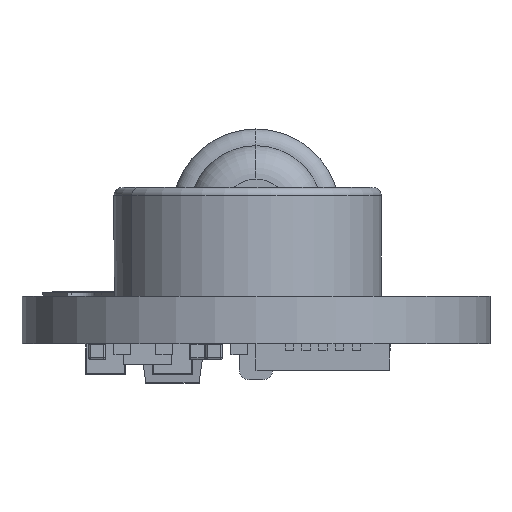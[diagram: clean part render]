
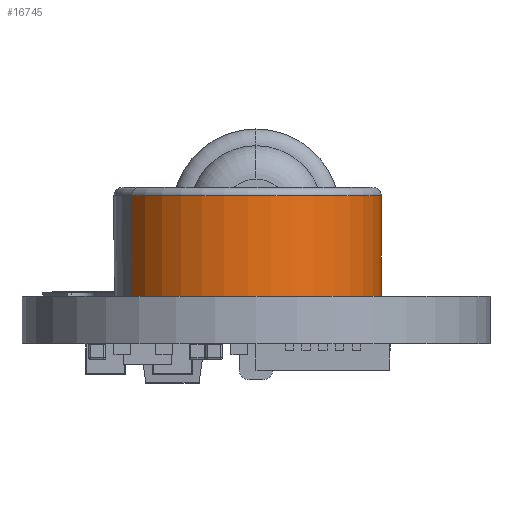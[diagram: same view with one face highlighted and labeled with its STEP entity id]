
A CAD part, left-side view. The second image highlights one B-rep face of the part: STEP entity #16745.
In plain terms, the highlighted cylindrical face has radius 4 mm (diameter 8 mm), a partial arc.
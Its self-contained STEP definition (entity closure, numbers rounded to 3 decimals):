
#15821 = VERTEX_POINT('',#15822);
#15822 = CARTESIAN_POINT('',(0.,3.,-4.));
#15823 = VERTEX_POINT('',#15824);
#15824 = CARTESIAN_POINT('',(0.,3.,4.));
#15865 = EDGE_CURVE('',#15823,#15866,#15868,.T.);
#15866 = VERTEX_POINT('',#15867);
#15867 = CARTESIAN_POINT('',(0.,0.,4.));
#15868 = LINE('',#15869,#15870);
#15869 = CARTESIAN_POINT('',(0.,3.25,4.));
#15870 = VECTOR('',#15871,1.);
#15871 = DIRECTION('',(0.,-1.,0.));
#15933 = VERTEX_POINT('',#15934);
#15934 = CARTESIAN_POINT('',(0.,0.,-4.));
#15941 = EDGE_CURVE('',#15821,#15933,#15942,.T.);
#15942 = LINE('',#15943,#15944);
#15943 = CARTESIAN_POINT('',(0.,3.25,-4.));
#15944 = VECTOR('',#15945,1.);
#15945 = DIRECTION('',(0.,-1.,0.));
#16466 = EDGE_CURVE('',#15933,#15866,#16467,.T.);
#16467 = CIRCLE('',#16468,4.);
#16468 = AXIS2_PLACEMENT_3D('',#16469,#16470,#16471);
#16469 = CARTESIAN_POINT('',(0.,0.,0.));
#16470 = DIRECTION('',(0.,1.,0.));
#16471 = DIRECTION('',(0.,-0.,1.));
#16745 = ADVANCED_FACE('',(#16746),#16758,.T.);
#16746 = FACE_BOUND('',#16747,.T.);
#16747 = EDGE_LOOP('',(#16748,#16749,#16756,#16757));
#16748 = ORIENTED_EDGE('',*,*,#15865,.F.);
#16749 = ORIENTED_EDGE('',*,*,#16750,.T.);
#16750 = EDGE_CURVE('',#15823,#15821,#16751,.T.);
#16751 = CIRCLE('',#16752,4.);
#16752 = AXIS2_PLACEMENT_3D('',#16753,#16754,#16755);
#16753 = CARTESIAN_POINT('',(0.,3.,0.));
#16754 = DIRECTION('',(0.,-1.,0.));
#16755 = DIRECTION('',(0.,0.,1.));
#16756 = ORIENTED_EDGE('',*,*,#15941,.T.);
#16757 = ORIENTED_EDGE('',*,*,#16466,.T.);
#16758 = CYLINDRICAL_SURFACE('',#16759,4.);
#16759 = AXIS2_PLACEMENT_3D('',#16760,#16761,#16762);
#16760 = CARTESIAN_POINT('',(0.,3.25,0.));
#16761 = DIRECTION('',(0.,-1.,0.));
#16762 = DIRECTION('',(0.,0.,-1.));
